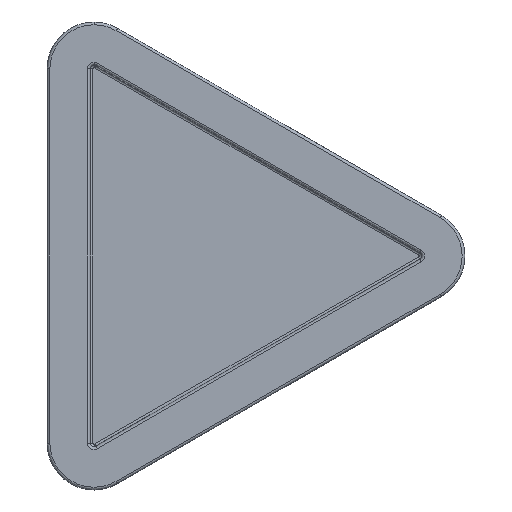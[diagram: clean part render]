
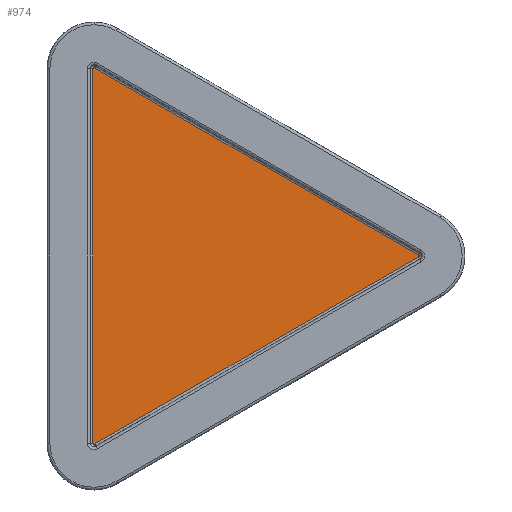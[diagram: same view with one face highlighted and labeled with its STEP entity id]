
A CAD part, front view. The second image highlights one B-rep face of the part: STEP entity #974.
In plain terms, the highlighted planar face has unit normal (0, -1, 0).
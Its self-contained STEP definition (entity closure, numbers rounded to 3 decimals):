
#14 = EDGE_CURVE ( 'NONE', #930, #918, #784, .T. ) ;
#78 = CIRCLE ( 'NONE', #1586, 0.095 ) ;
#80 = AXIS2_PLACEMENT_3D ( 'NONE', #2039, #2246, #1850 ) ;
#87 = CARTESIAN_POINT ( 'NONE',  ( -15.006, 2., -15.132 ) ) ;
#102 = ORIENTED_EDGE ( 'NONE', *, *, #1155, .T. ) ;
#169 = VECTOR ( 'NONE', #1576, 1000. ) ;
#203 = CIRCLE ( 'NONE', #2102, 0.095 ) ;
#216 = CARTESIAN_POINT ( 'NONE',  ( -15.006, 2., 15.227 ) ) ;
#217 = CARTESIAN_POINT ( 'NONE',  ( -15.1, 2., 15.132 ) ) ;
#296 = CARTESIAN_POINT ( 'NONE',  ( -15.006, 2., -15.227 ) ) ;
#342 = CIRCLE ( 'NONE', #2199, 0.095 ) ;
#396 = ORIENTED_EDGE ( 'NONE', *, *, #1600, .T. ) ;
#408 = ORIENTED_EDGE ( 'NONE', *, *, #14, .T. ) ;
#535 = CARTESIAN_POINT ( 'NONE',  ( -15.006, 2., 15.132 ) ) ;
#569 = LINE ( 'NONE', #1994, #602 ) ;
#602 = VECTOR ( 'NONE', #1385, 1000. ) ;
#643 = CIRCLE ( 'NONE', #1285, 0.095 ) ;
#653 = DIRECTION ( 'NONE',  ( 0., 0., -1. ) ) ;
#661 = EDGE_CURVE ( 'NONE', #2041, #2035, #203, .T. ) ;
#694 = ORIENTED_EDGE ( 'NONE', *, *, #1764, .T. ) ;
#771 = CARTESIAN_POINT ( 'NONE',  ( -15.006, 2., 15.132 ) ) ;
#784 = LINE ( 'NONE', #2441, #169 ) ;
#785 = DIRECTION ( 'NONE',  ( 0., -1., 0. ) ) ;
#797 = PLANE ( 'NONE',  #80 ) ;
#826 = EDGE_CURVE ( 'NONE', #1110, #1827, #78, .T. ) ;
#854 = ORIENTED_EDGE ( 'NONE', *, *, #661, .T. ) ;
#865 = DIRECTION ( 'NONE',  ( 0., -1., 0. ) ) ;
#918 = VERTEX_POINT ( 'NONE', #1216 ) ;
#921 = CARTESIAN_POINT ( 'NONE',  ( 11.251, 2., 0.082 ) ) ;
#930 = VERTEX_POINT ( 'NONE', #217 ) ;
#945 = VECTOR ( 'NONE', #1883, 1000. ) ;
#974 = ADVANCED_FACE ( 'NONE', ( #1608 ), #797, .T. ) ;
#983 = DIRECTION ( 'NONE',  ( 0., -1., 0. ) ) ;
#1001 = DIRECTION ( 'NONE',  ( 0., 0., -1. ) ) ;
#1022 = CARTESIAN_POINT ( 'NONE',  ( -15.006, 2., -15.132 ) ) ;
#1110 = VERTEX_POINT ( 'NONE', #1314 ) ;
#1155 = EDGE_CURVE ( 'NONE', #2035, #1902, #1223, .T. ) ;
#1216 = CARTESIAN_POINT ( 'NONE',  ( -15.1, 2., -15.132 ) ) ;
#1223 = LINE ( 'NONE', #2479, #945 ) ;
#1244 = AXIS2_PLACEMENT_3D ( 'NONE', #1022, #983, #1389 ) ;
#1285 = AXIS2_PLACEMENT_3D ( 'NONE', #2122, #865, #2320 ) ;
#1314 = CARTESIAN_POINT ( 'NONE',  ( -14.958, 2., 15.214 ) ) ;
#1377 = CIRCLE ( 'NONE', #1244, 0.095 ) ;
#1385 = DIRECTION ( 'NONE',  ( -0.866, 0., 0.5 ) ) ;
#1389 = DIRECTION ( 'NONE',  ( 0., 0., -1. ) ) ;
#1444 = EDGE_CURVE ( 'NONE', #2069, #1110, #569, .T. ) ;
#1483 = DIRECTION ( 'NONE',  ( 0., -1., 0. ) ) ;
#1484 = ORIENTED_EDGE ( 'NONE', *, *, #2169, .T. ) ;
#1576 = DIRECTION ( 'NONE',  ( 0., 0., -1. ) ) ;
#1586 = AXIS2_PLACEMENT_3D ( 'NONE', #535, #2003, #2614 ) ;
#1600 = EDGE_CURVE ( 'NONE', #1827, #930, #342, .T. ) ;
#1608 = FACE_OUTER_BOUND ( 'NONE', #2113, .T. ) ;
#1764 = EDGE_CURVE ( 'NONE', #1902, #2069, #643, .T. ) ;
#1827 = VERTEX_POINT ( 'NONE', #216 ) ;
#1850 = DIRECTION ( 'NONE',  ( 0., 0., -1. ) ) ;
#1883 = DIRECTION ( 'NONE',  ( 0.866, 0., 0.5 ) ) ;
#1902 = VERTEX_POINT ( 'NONE', #2510 ) ;
#1994 = CARTESIAN_POINT ( 'NONE',  ( -14.958, 2., 15.214 ) ) ;
#2003 = DIRECTION ( 'NONE',  ( 0., -1., 0. ) ) ;
#2035 = VERTEX_POINT ( 'NONE', #2365 ) ;
#2039 = CARTESIAN_POINT ( 'NONE',  ( -15.006, 2., 15.132 ) ) ;
#2041 = VERTEX_POINT ( 'NONE', #296 ) ;
#2069 = VERTEX_POINT ( 'NONE', #921 ) ;
#2102 = AXIS2_PLACEMENT_3D ( 'NONE', #87, #1483, #653 ) ;
#2113 = EDGE_LOOP ( 'NONE', ( #102, #694, #2325, #2400, #396, #408, #1484, #854 ) ) ;
#2122 = CARTESIAN_POINT ( 'NONE',  ( 11.204, 2., 0. ) ) ;
#2169 = EDGE_CURVE ( 'NONE', #918, #2041, #1377, .T. ) ;
#2199 = AXIS2_PLACEMENT_3D ( 'NONE', #771, #785, #1001 ) ;
#2246 = DIRECTION ( 'NONE',  ( 0., -1., 0. ) ) ;
#2320 = DIRECTION ( 'NONE',  ( 0., 0., -1. ) ) ;
#2325 = ORIENTED_EDGE ( 'NONE', *, *, #1444, .T. ) ;
#2365 = CARTESIAN_POINT ( 'NONE',  ( -14.958, 2., -15.214 ) ) ;
#2400 = ORIENTED_EDGE ( 'NONE', *, *, #826, .T. ) ;
#2441 = CARTESIAN_POINT ( 'NONE',  ( -15.1, 2., -15.132 ) ) ;
#2479 = CARTESIAN_POINT ( 'NONE',  ( 11.251, 2., -0.082 ) ) ;
#2510 = CARTESIAN_POINT ( 'NONE',  ( 11.251, 2., -0.082 ) ) ;
#2614 = DIRECTION ( 'NONE',  ( 0., 0., -1. ) ) ;
